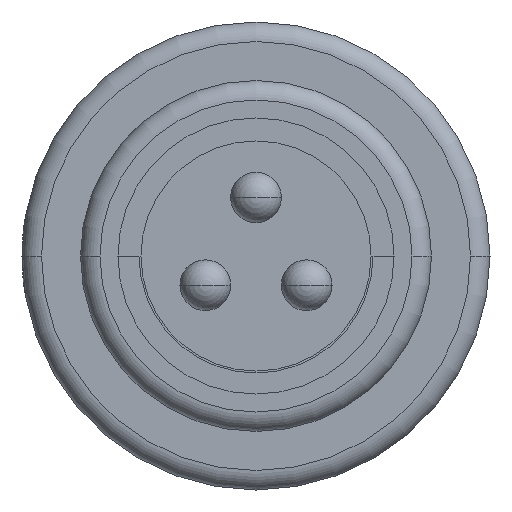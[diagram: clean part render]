
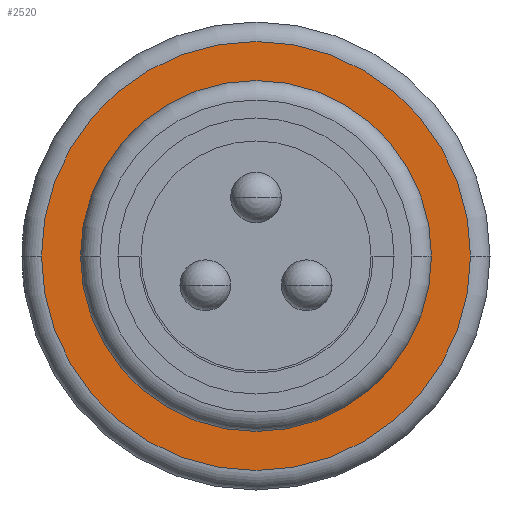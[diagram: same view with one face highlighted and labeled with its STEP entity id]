
A CAD part, left-side view. The second image highlights one B-rep face of the part: STEP entity #2520.
In plain terms, the highlighted planar face has unit normal (-1, 0, 0).
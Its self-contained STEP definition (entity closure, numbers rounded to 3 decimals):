
#232=CARTESIAN_POINT('',(-2.4,0.,0.));
#233=DIRECTION('',(-1.,0.,0.));
#234=DIRECTION('',(0.,1.,0.));
#235=AXIS2_PLACEMENT_3D('',#232,#233,#234);
#255=CARTESIAN_POINT('',(-2.4,0.,0.));
#256=DIRECTION('',(1.,0.,0.));
#257=DIRECTION('',(0.,1.,0.));
#258=AXIS2_PLACEMENT_3D('',#255,#256,#257);
#263=CARTESIAN_POINT('',(-2.4,0.,0.));
#264=DIRECTION('',(-1.,0.,0.));
#265=DIRECTION('',(0.,-1.,0.));
#266=AXIS2_PLACEMENT_3D('',#263,#264,#265);
#271=CARTESIAN_POINT('',(-2.4,0.,0.));
#272=DIRECTION('',(-1.,0.,0.));
#273=DIRECTION('',(0.,1.,0.));
#274=AXIS2_PLACEMENT_3D('',#271,#272,#273);
#2127=CARTESIAN_POINT('',(-2.4,4.5,0.));
#2128=CARTESIAN_POINT('',(-2.4,-4.5,0.));
#2129=VERTEX_POINT('',#2127);
#2130=VERTEX_POINT('',#2128);
#2191=CARTESIAN_POINT('',(-2.4,-5.5,0.));
#2192=CARTESIAN_POINT('',(-2.4,5.5,0.));
#2193=VERTEX_POINT('',#2191);
#2194=VERTEX_POINT('',#2192);
#2505=CARTESIAN_POINT('',(-2.4,0.,0.));
#2506=DIRECTION('',(1.,0.,0.));
#2507=DIRECTION('',(0.,-1.,0.));
#2508=AXIS2_PLACEMENT_3D('',#2505,#2506,#2507);
#2509=PLANE('',#2508);
#2511=ORIENTED_EDGE('',*,*,#2510,.F.);
#2513=ORIENTED_EDGE('',*,*,#2512,.F.);
#2514=EDGE_LOOP('',(#2511,#2513));
#2515=FACE_OUTER_BOUND('',#2514,.F.);
#2516=ORIENTED_EDGE('',*,*,#2492,.F.);
#2517=ORIENTED_EDGE('',*,*,#2471,.T.);
#2518=EDGE_LOOP('',(#2516,#2517));
#2519=FACE_BOUND('',#2518,.F.);
#236=CIRCLE('',#235,4.5);
#259=CIRCLE('',#258,4.5);
#267=CIRCLE('',#266,5.5);
#275=CIRCLE('',#274,5.5);
#2471=EDGE_CURVE('',#2129,#2130,#236,.T.);
#2492=EDGE_CURVE('',#2129,#2130,#259,.T.);
#2510=EDGE_CURVE('',#2193,#2194,#267,.T.);
#2512=EDGE_CURVE('',#2194,#2193,#275,.T.);
#2520=ADVANCED_FACE('',(#2515,#2519),#2509,.F.);
